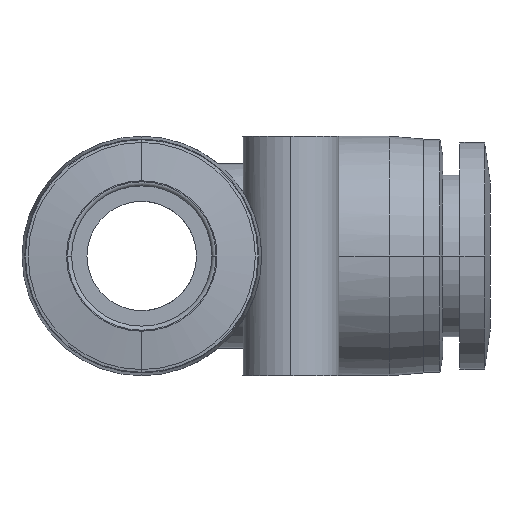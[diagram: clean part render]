
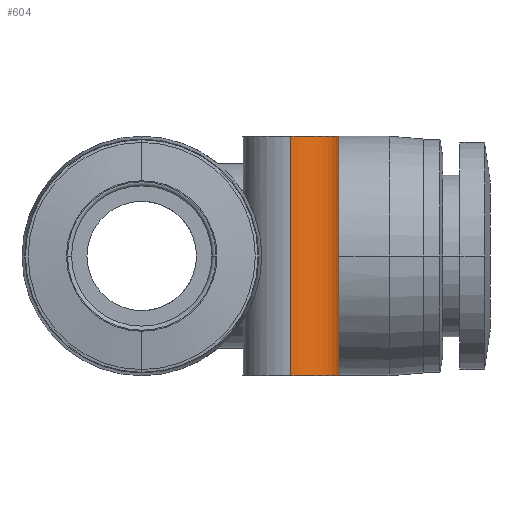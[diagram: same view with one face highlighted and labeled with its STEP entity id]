
A CAD part, left-side view. The second image highlights one B-rep face of the part: STEP entity #604.
In plain terms, the highlighted cylindrical face has radius 3.5 mm (diameter 7 mm), a partial arc.
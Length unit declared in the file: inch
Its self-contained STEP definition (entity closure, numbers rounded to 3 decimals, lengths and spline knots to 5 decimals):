
#10 = CARTESIAN_POINT ( 'NONE',  ( -0.29273, -0.44933, -0.1816 ) ) ;
#23 = CARTESIAN_POINT ( 'NONE',  ( -0.29134, -0.42913, -0.34449 ) ) ;
#45 = EDGE_CURVE ( 'NONE', #2990, #4172, #3334, .T. ) ;
#49 = DIRECTION ( 'NONE',  ( 0., 0., -1. ) ) ;
#58 = DIRECTION ( 'NONE',  ( 1., 0., 0. ) ) ;
#84 = DIRECTION ( 'NONE',  ( 0., 0., 1. ) ) ;
#104 = CARTESIAN_POINT ( 'NONE',  ( -0.42913, -0.42913, -0.34449 ) ) ;
#178 = VECTOR ( 'NONE', #2480, 39.37008 ) ;
#192 = LINE ( 'NONE', #306, #178 ) ;
#244 = VERTEX_POINT ( 'NONE', #3370 ) ;
#306 = CARTESIAN_POINT ( 'NONE',  ( -0.29134, -0.42913, 0. ) ) ;
#378 = CARTESIAN_POINT ( 'NONE',  ( -0.33003, -0.52494, -0.09925 ) ) ;
#381 = CARTESIAN_POINT ( 'NONE',  ( -0.33004, -0.52495, 0.09921 ) ) ;
#396 = CARTESIAN_POINT ( 'NONE',  ( -0.29134, -0.43427, -0.18383 ) ) ;
#493 = B_SPLINE_CURVE_WITH_KNOTS ( 'NONE', 3,
 ( #4871, #3317, #3327, #1138, #3714, #1498, #4139, #1890, #4531, #2253, #4887, #2602, #381, #2961, #762, #3340, #1153, #3736, #1512, #4153 ),
 .UNSPECIFIED., .F., .F.,
 ( 4, 2, 2, 2, 2, 2, 2, 2, 2, 4 ),
 ( 0.00141, 0.0018, 0.00219, 0.00297, 0.00375, 0.00453, 0.00531, 0.00609, 0.00687, 0.00765 ),
 .UNSPECIFIED. ) ;
#557 = CYLINDRICAL_SURFACE ( 'NONE', #1990, 0.1378 ) ;
#563 = LINE ( 'NONE', #1392, #610 ) ;
#604 = ADVANCED_FACE ( 'NONE', ( #794 ), #557, .T. ) ;
#609 = EDGE_CURVE ( 'NONE', #2990, #244, #563, .T. ) ;
#610 = VECTOR ( 'NONE', #2157, 39.37008 ) ;
#703 = ORIENTED_EDGE ( 'NONE', *, *, #45, .T. ) ;
#708 = EDGE_CURVE ( 'NONE', #4041, #4347, #192, .T. ) ;
#759 = CARTESIAN_POINT ( 'NONE',  ( -0.32058, -0.51415, -0.12646 ) ) ;
#762 = CARTESIAN_POINT ( 'NONE',  ( -0.33735, -0.53194, 0.0705 ) ) ;
#794 = FACE_OUTER_BOUND ( 'NONE', #2284, .T. ) ;
#1138 = CARTESIAN_POINT ( 'NONE',  ( -0.29274, -0.4494, 0.18159 ) ) ;
#1150 = CARTESIAN_POINT ( 'NONE',  ( -0.30993, -0.49858, -0.15063 ) ) ;
#1153 = CARTESIAN_POINT ( 'NONE',  ( -0.34224, -0.53608, 0.04061 ) ) ;
#1193 = ORIENTED_EDGE ( 'NONE', *, *, #4066, .F. ) ;
#1283 = LINE ( 'NONE', #1781, #3102 ) ;
#1305 = EDGE_CURVE ( 'NONE', #3991, #2847, #4369, .T. ) ;
#1341 = CARTESIAN_POINT ( 'NONE',  ( -0.29134, -0.42913, 0.34449 ) ) ;
#1392 = CARTESIAN_POINT ( 'NONE',  ( -0.56693, -0.42913, 0. ) ) ;
#1406 = DIRECTION ( 'NONE',  ( 1., 0., 0. ) ) ;
#1497 = CARTESIAN_POINT ( 'NONE',  ( -0.34404, -0.53752, -0.02031 ) ) ;
#1498 = CARTESIAN_POINT ( 'NONE',  ( -0.29673, -0.46851, 0.17504 ) ) ;
#1510 = CARTESIAN_POINT ( 'NONE',  ( -0.30134, -0.48084, -0.16697 ) ) ;
#1512 = CARTESIAN_POINT ( 'NONE',  ( -0.34449, -0.53787, 0.01015 ) ) ;
#1759 = DIRECTION ( 'NONE',  ( 0., 0., 1. ) ) ;
#1775 = CIRCLE ( 'NONE', #3605, 0.1378 ) ;
#1781 = CARTESIAN_POINT ( 'NONE',  ( -0.29134, -0.42913, 0. ) ) ;
#1890 = CARTESIAN_POINT ( 'NONE',  ( -0.30632, -0.49215, 0.15776 ) ) ;
#1904 = CARTESIAN_POINT ( 'NONE',  ( -0.29692, -0.46821, -0.1747 ) ) ;
#1943 = ORIENTED_EDGE ( 'NONE', *, *, #609, .F. ) ;
#1990 = AXIS2_PLACEMENT_3D ( 'NONE', #2447, #2174, #1406 ) ;
#2157 = DIRECTION ( 'NONE',  ( 0., 0., 1. ) ) ;
#2174 = DIRECTION ( 'NONE',  ( 0., 0., 1. ) ) ;
#2215 = CARTESIAN_POINT ( 'NONE',  ( -0.34449, -0.53787, 0. ) ) ;
#2219 = CARTESIAN_POINT ( 'NONE',  ( -0.34449, -0.53787, 0. ) ) ;
#2251 = CARTESIAN_POINT ( 'NONE',  ( -0.34088, -0.53498, -0.05074 ) ) ;
#2253 = CARTESIAN_POINT ( 'NONE',  ( -0.31712, -0.50966, 0.13483 ) ) ;
#2260 = CARTESIAN_POINT ( 'NONE',  ( -0.29357, -0.45431, -0.18025 ) ) ;
#2284 = EDGE_LOOP ( 'NONE', ( #1943, #703, #3628, #4437, #1193, #4018, #4593 ) ) ;
#2300 = CARTESIAN_POINT ( 'NONE',  ( -0.42913, -0.42913, 0.34449 ) ) ;
#2447 = CARTESIAN_POINT ( 'NONE',  ( -0.42913, -0.42913, 0. ) ) ;
#2480 = DIRECTION ( 'NONE',  ( 0., 0., 1. ) ) ;
#2597 = CARTESIAN_POINT ( 'NONE',  ( -0.33516, -0.52998, -0.08024 ) ) ;
#2602 = CARTESIAN_POINT ( 'NONE',  ( -0.32706, -0.52183, 0.1086 ) ) ;
#2617 = CARTESIAN_POINT ( 'NONE',  ( -0.29162, -0.43933, -0.18338 ) ) ;
#2658 = DIRECTION ( 'NONE',  ( 1., 0., 0. ) ) ;
#2749 = CARTESIAN_POINT ( 'NONE',  ( -0.56693, -0.42913, -0.34449 ) ) ;
#2788 = EDGE_CURVE ( 'NONE', #4347, #244, #1775, .T. ) ;
#2847 = VERTEX_POINT ( 'NONE', #3821 ) ;
#2959 = CARTESIAN_POINT ( 'NONE',  ( -0.32705, -0.52182, -0.10863 ) ) ;
#2961 = CARTESIAN_POINT ( 'NONE',  ( -0.33517, -0.52998, 0.0802 ) ) ;
#2970 = CARTESIAN_POINT ( 'NONE',  ( -0.29134, -0.42913, -0.18383 ) ) ;
#2990 = VERTEX_POINT ( 'NONE', #2749 ) ;
#3102 = VECTOR ( 'NONE', #1759, 39.37008 ) ;
#3317 = CARTESIAN_POINT ( 'NONE',  ( -0.29134, -0.4343, 0.18383 ) ) ;
#3327 = CARTESIAN_POINT ( 'NONE',  ( -0.29163, -0.43938, 0.18338 ) ) ;
#3334 = CIRCLE ( 'NONE', #3662, 0.1378 ) ;
#3336 = CARTESIAN_POINT ( 'NONE',  ( -0.31709, -0.50962, -0.1349 ) ) ;
#3340 = CARTESIAN_POINT ( 'NONE',  ( -0.34088, -0.53498, 0.05073 ) ) ;
#3370 = CARTESIAN_POINT ( 'NONE',  ( -0.56693, -0.42913, 0.34449 ) ) ;
#3605 = AXIS2_PLACEMENT_3D ( 'NONE', #2300, #49, #2658 ) ;
#3628 = ORIENTED_EDGE ( 'NONE', *, *, #4405, .T. ) ;
#3662 = AXIS2_PLACEMENT_3D ( 'NONE', #104, #84, #58 ) ;
#3714 = CARTESIAN_POINT ( 'NONE',  ( -0.29358, -0.45437, 0.18024 ) ) ;
#3731 = CARTESIAN_POINT ( 'NONE',  ( -0.30629, -0.4921, -0.15781 ) ) ;
#3736 = CARTESIAN_POINT ( 'NONE',  ( -0.34404, -0.53752, 0.0203 ) ) ;
#3821 = CARTESIAN_POINT ( 'NONE',  ( -0.29134, -0.42913, -0.18383 ) ) ;
#3991 = VERTEX_POINT ( 'NONE', #2219 ) ;
#4018 = ORIENTED_EDGE ( 'NONE', *, *, #708, .T. ) ;
#4041 = VERTEX_POINT ( 'NONE', #4502 ) ;
#4066 = EDGE_CURVE ( 'NONE', #4041, #3991, #493, .T. ) ;
#4135 = CARTESIAN_POINT ( 'NONE',  ( -0.34449, -0.53787, -0.01015 ) ) ;
#4139 = CARTESIAN_POINT ( 'NONE',  ( -0.29973, -0.47718, 0.16996 ) ) ;
#4150 = CARTESIAN_POINT ( 'NONE',  ( -0.29976, -0.47677, -0.16978 ) ) ;
#4153 = CARTESIAN_POINT ( 'NONE',  ( -0.34449, -0.53787, 0. ) ) ;
#4172 = VERTEX_POINT ( 'NONE', #23 ) ;
#4347 = VERTEX_POINT ( 'NONE', #1341 ) ;
#4369 = B_SPLINE_CURVE_WITH_KNOTS ( 'NONE', 3,
 ( #2215, #4135, #1497, #4527, #2251, #4883, #2597, #378, #2959, #759, #3336, #1150, #3731, #1510, #4150, #1904, #4547, #2260, #10, #2617, #396, #2970 ),
 .UNSPECIFIED., .F., .F.,
 ( 4, 2, 2, 2, 2, 2, 2, 2, 2, 2, 4 ),
 ( 0.00765, 0.00843, 0.00921, 0.00999, 0.01077, 0.01155, 0.01233, 0.01272, 0.01311, 0.0135, 0.01389 ),
 .UNSPECIFIED. ) ;
#4405 = EDGE_CURVE ( 'NONE', #4172, #2847, #1283, .T. ) ;
#4437 = ORIENTED_EDGE ( 'NONE', *, *, #1305, .F. ) ;
#4502 = CARTESIAN_POINT ( 'NONE',  ( -0.29134, -0.42913, 0.18383 ) ) ;
#4527 = CARTESIAN_POINT ( 'NONE',  ( -0.34224, -0.53608, -0.04061 ) ) ;
#4531 = CARTESIAN_POINT ( 'NONE',  ( -0.30998, -0.49865, 0.15053 ) ) ;
#4547 = CARTESIAN_POINT ( 'NONE',  ( -0.29566, -0.46373, -0.1768 ) ) ;
#4593 = ORIENTED_EDGE ( 'NONE', *, *, #2788, .T. ) ;
#4871 = CARTESIAN_POINT ( 'NONE',  ( -0.29134, -0.42913, 0.18383 ) ) ;
#4883 = CARTESIAN_POINT ( 'NONE',  ( -0.33734, -0.53193, -0.07053 ) ) ;
#4887 = CARTESIAN_POINT ( 'NONE',  ( -0.3206, -0.51418, 0.12641 ) ) ;
